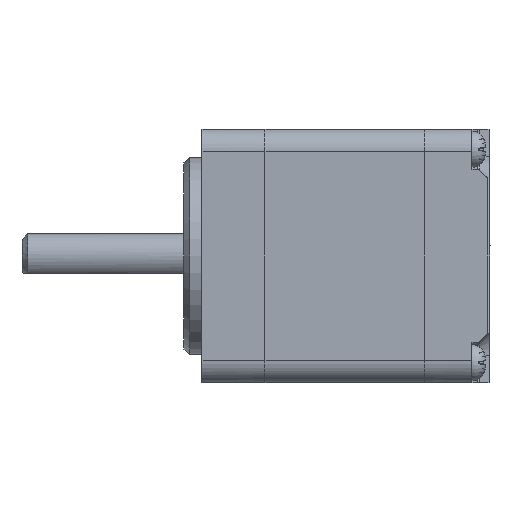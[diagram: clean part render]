
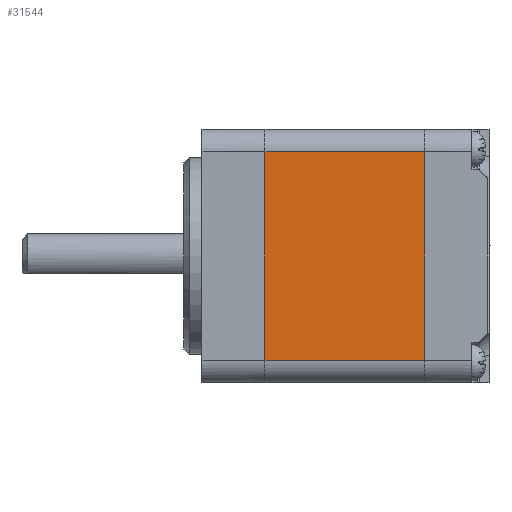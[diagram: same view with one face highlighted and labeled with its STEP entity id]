
A CAD part, left-side view. The second image highlights one B-rep face of the part: STEP entity #31544.
In plain terms, the highlighted planar face has unit normal (-1, 0, 0).
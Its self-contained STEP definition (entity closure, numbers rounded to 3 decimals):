
#209 = CARTESIAN_POINT ( 'NONE',  ( -14.1, -24.75, 11.6 ) ) ;
#1430 = ORIENTED_EDGE ( 'NONE', *, *, #26176, .F. ) ;
#2675 = EDGE_CURVE ( 'NONE', #31922, #5222, #29760, .T. ) ;
#3175 = PLANE ( 'NONE',  #17327 ) ;
#4485 = ORIENTED_EDGE ( 'NONE', *, *, #31369, .T. ) ;
#5222 = VERTEX_POINT ( 'NONE', #11948 ) ;
#5863 = CARTESIAN_POINT ( 'NONE',  ( -14.1, -7., -11.6 ) ) ;
#6300 = ORIENTED_EDGE ( 'NONE', *, *, #2675, .T. ) ;
#6617 = VERTEX_POINT ( 'NONE', #5863 ) ;
#7882 = CARTESIAN_POINT ( 'NONE',  ( -14.1, -24.75, -11.6 ) ) ;
#8405 = CARTESIAN_POINT ( 'NONE',  ( -14.1, -24.75, -11.6 ) ) ;
#9600 = CARTESIAN_POINT ( 'NONE',  ( -14.1, -7., -11.6 ) ) ;
#11948 = CARTESIAN_POINT ( 'NONE',  ( -14.1, -7., 11.6 ) ) ;
#12121 = VECTOR ( 'NONE', #27782, 1000. ) ;
#13217 = DIRECTION ( 'NONE',  ( 0., 0., -1. ) ) ;
#14930 = B_SPLINE_CURVE_WITH_KNOTS ( 'NONE', 3,
 ( #9600, #19676, #27200, #24321 ),
 .UNSPECIFIED., .F., .F.,
 ( 4, 4 ),
 ( 0.089, 0.911 ),
 .UNSPECIFIED. ) ;
#15427 = VECTOR ( 'NONE', #27335, 1000. ) ;
#17327 = AXIS2_PLACEMENT_3D ( 'NONE', #20856, #30863, #13217 ) ;
#17522 = CARTESIAN_POINT ( 'NONE',  ( -14.1, -24.75, 11.6 ) ) ;
#19676 = CARTESIAN_POINT ( 'NONE',  ( -14.1, -7., -3.867 ) ) ;
#20412 = CARTESIAN_POINT ( 'NONE',  ( -14.1, -24.75, 11.6 ) ) ;
#20856 = CARTESIAN_POINT ( 'NONE',  ( -14.1, -24.75, 14.1 ) ) ;
#21588 = CARTESIAN_POINT ( 'NONE',  ( -14.1, -24.75, -11.6 ) ) ;
#22169 = LINE ( 'NONE', #7882, #12121 ) ;
#23157 = CARTESIAN_POINT ( 'NONE',  ( -14.1, -24.75, -3.867 ) ) ;
#24321 = CARTESIAN_POINT ( 'NONE',  ( -14.1, -7., 11.6 ) ) ;
#25044 = EDGE_CURVE ( 'NONE', #6617, #5222, #14930, .T. ) ;
#25236 = CARTESIAN_POINT ( 'NONE',  ( -14.1, -24.75, 3.867 ) ) ;
#25353 = FACE_OUTER_BOUND ( 'NONE', #26561, .T. ) ;
#26176 = EDGE_CURVE ( 'NONE', #31922, #29049, #29500, .T. ) ;
#26561 = EDGE_LOOP ( 'NONE', ( #30671, #4485, #1430, #6300 ) ) ;
#27200 = CARTESIAN_POINT ( 'NONE',  ( -14.1, -7., 3.867 ) ) ;
#27335 = DIRECTION ( 'NONE',  ( 0., 1., 0. ) ) ;
#27782 = DIRECTION ( 'NONE',  ( 0., -1., 0. ) ) ;
#29049 = VERTEX_POINT ( 'NONE', #21588 ) ;
#29500 = B_SPLINE_CURVE_WITH_KNOTS ( 'NONE', 3,
 ( #20412, #25236, #23157, #8405 ),
 .UNSPECIFIED., .F., .F.,
 ( 4, 4 ),
 ( 0.089, 0.911 ),
 .UNSPECIFIED. ) ;
#29760 = LINE ( 'NONE', #17522, #15427 ) ;
#30671 = ORIENTED_EDGE ( 'NONE', *, *, #25044, .F. ) ;
#30863 = DIRECTION ( 'NONE',  ( 1., 0., 0. ) ) ;
#31369 = EDGE_CURVE ( 'NONE', #6617, #29049, #22169, .T. ) ;
#31544 = ADVANCED_FACE ( 'NONE', ( #25353 ), #3175, .F. ) ;
#31922 = VERTEX_POINT ( 'NONE', #209 ) ;
